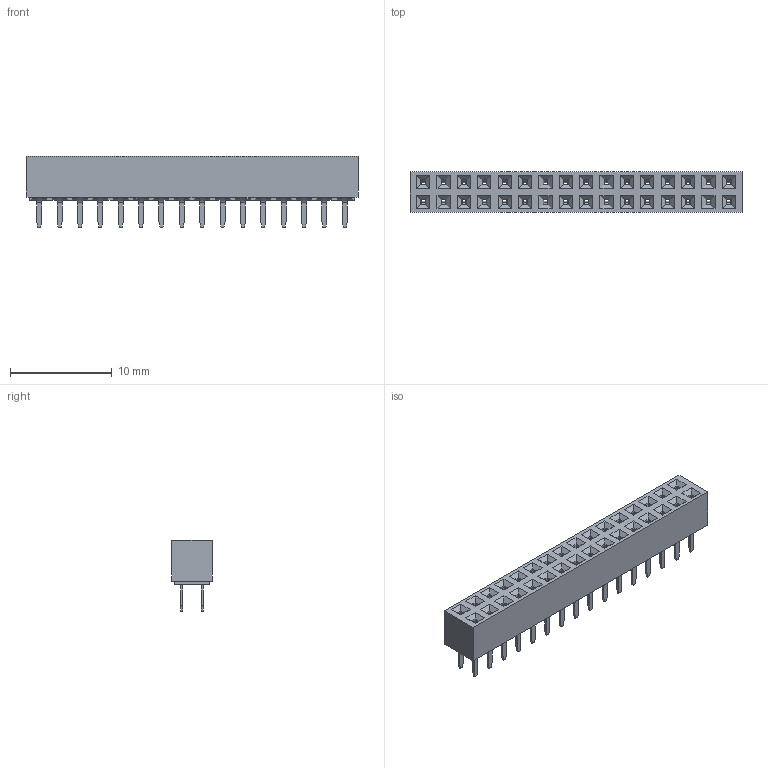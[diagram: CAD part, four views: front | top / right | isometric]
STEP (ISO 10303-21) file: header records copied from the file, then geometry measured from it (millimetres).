
FILE_DESCRIPTION(/* description */ ('Unknown'),/* implementation_level */ '2;1');
FILE_NAME(/* name */ '62003221821',/* time_stamp */ '2017-10-26T15:06:21+02:00',/* author */ ('Unknown'),/* organization */ ('Unknown'),/* preprocessor_version */ 'ST-DEVELOPER v16.7',/* originating_system */ 'DEX',/* authorisation */ $);
FILE_SCHEMA (('TECHNICAL_DATA_PACKAGING','AUTOMOTIVE_DESIGN {1 0 10303 214 3 1 1}'));
Length unit declared in the file: millimetre
Products named in the file (3): 6200xx21821; 62003221821
Assembly tree (33 placements, depth 2):
  6200xx21821
    62003221821
    6200xx21821  x32
Bounding box: 32.6 x 4 x 7 mm (x, y, z)
Volume: 386.9 mm3; surface area: 2075.1 mm2
Topology: 33 solids, 33 shells, 3883 faces, 10296 edges, 6480 vertices
Faces by surface type: plane 2539, cylinder 1216, bspline 128
Entity records: 20214 total; most frequent: CARTESIAN_POINT 3603, ORIENTED_EDGE 3480, DIRECTION 3178, EDGE_CURVE 1740, LINE 1664, VECTOR 1664, VERTEX_POINT 1086, AXIS2_PLACEMENT_3D 757
